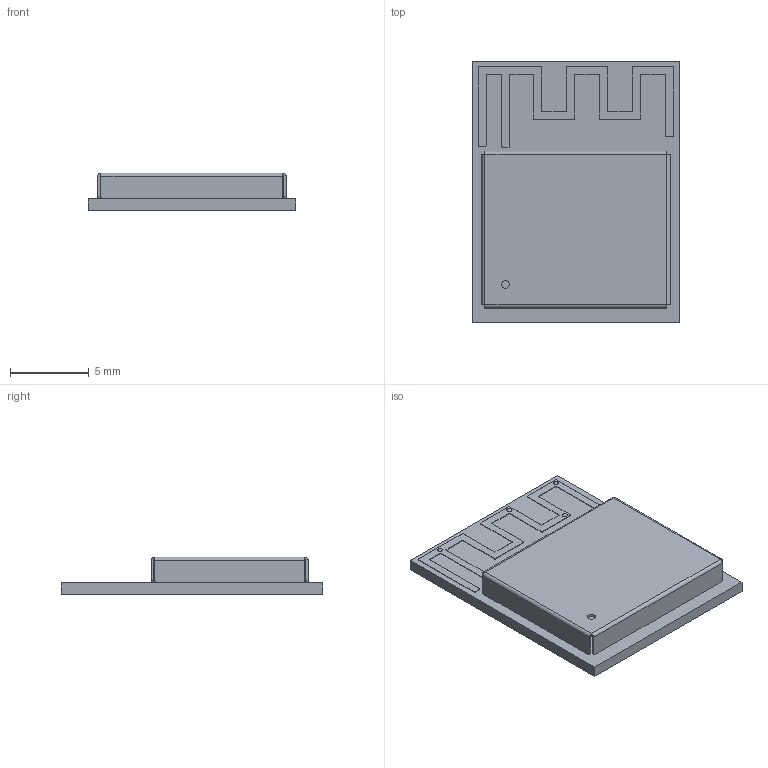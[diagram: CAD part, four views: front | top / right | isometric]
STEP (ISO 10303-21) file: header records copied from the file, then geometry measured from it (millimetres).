
FILE_DESCRIPTION(('FreeCAD Model'),'2;1');
FILE_NAME('Open CASCADE Shape Model','2023-07-04T21:50:28',( 'kicad StepUp'),('ksu MCAD'),'Open CASCADE STEP processor 7.6', 'FreeCAD','Unknown');
FILE_SCHEMA(('AUTOMOTIVE_DESIGN { 1 0 10303 214 1 1 1 1 }'));
Length unit declared in the file: millimetre
Products named in the file (1): ESP32_C3_MINI_1_cp
Bounding box: 13.2 x 16.6 x 2.4 mm (x, y, z)
Volume: 188.5 mm3; surface area: 989.2 mm2
Topology: 72 solids, 72 shells, 529 faces, 2609 edges, 3694 vertices
Faces by surface type: plane 465, cylinder 64
Entity records: 34533 total; most frequent: CARTESIAN_POINT 6833, DIRECTION 3797, LINE 2481, VECTOR 2481, ORIENTED_EDGE 2278, GEOMETRIC_CURVE_SET 1470, TRIMMED_CURVE 1470, EDGE_CURVE 1139
